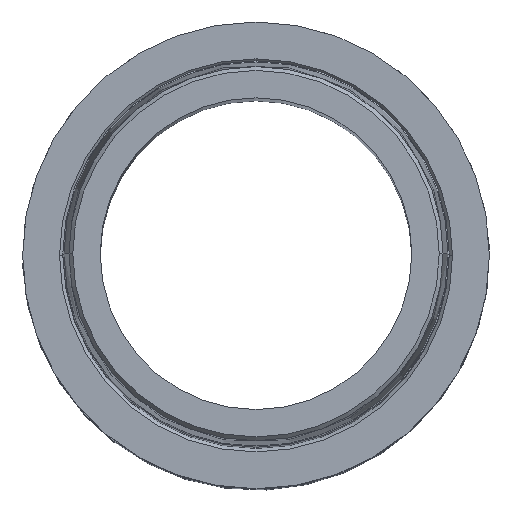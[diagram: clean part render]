
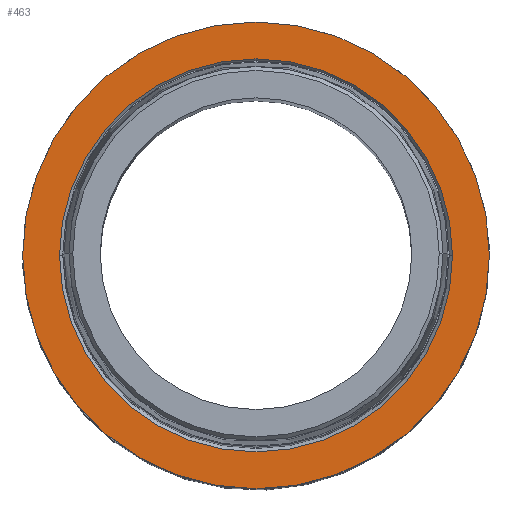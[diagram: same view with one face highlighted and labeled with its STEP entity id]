
A CAD part, top view. The second image highlights one B-rep face of the part: STEP entity #463.
In plain terms, the highlighted planar face has unit normal (0, 0, 1).
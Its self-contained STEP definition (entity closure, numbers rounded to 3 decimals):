
#397 = VERTEX_POINT ( 'NONE', #1103 ) ;
#398 = VERTEX_POINT ( 'NONE', #1102 ) ;
#400 = EDGE_CURVE ( 'NONE', #401, #478, #1101, .T. ) ;
#401 = VERTEX_POINT ( 'NONE', #1125 ) ;
#412 = ORIENTED_EDGE ( 'NONE', *, *, #400, .T. ) ;
#413 = ORIENTED_EDGE ( 'NONE', *, *, #414, .T. ) ;
#414 = EDGE_CURVE ( 'NONE', #478, #401, #1078, .T. ) ;
#415 = EDGE_LOOP ( 'NONE', ( #464, #466 ) ) ;
#419 = EDGE_LOOP ( 'NONE', ( #412, #413 ) ) ;
#463 = ADVANCED_FACE ( 'NONE', ( #1240, #1236 ), #1235, .F. ) ;
#464 = ORIENTED_EDGE ( 'NONE', *, *, #465, .F. ) ;
#465 = EDGE_CURVE ( 'NONE', #398, #397, #1229, .T. ) ;
#466 = ORIENTED_EDGE ( 'NONE', *, *, #509, .F. ) ;
#478 = VERTEX_POINT ( 'NONE', #1208 ) ;
#509 = EDGE_CURVE ( 'NONE', #397, #398, #1267, .T. ) ;
#1075 = DIRECTION ( 'NONE',  ( 1., 0., 0. ) ) ;
#1076 = DIRECTION ( 'NONE',  ( 0., 0., 1. ) ) ;
#1077 = AXIS2_PLACEMENT_3D ( 'NONE', #1086, #1076, #1075 ) ;
#1078 = CIRCLE ( 'NONE', #1077, 16.25 ) ;
#1086 = CARTESIAN_POINT ( 'NONE',  ( 0., 0., 0. ) ) ;
#1101 = CIRCLE ( 'NONE', #1129, 16.25 ) ;
#1102 = CARTESIAN_POINT ( 'NONE',  ( 13.682, 0., 0. ) ) ;
#1103 = CARTESIAN_POINT ( 'NONE',  ( -13.682, 0., 0. ) ) ;
#1125 = CARTESIAN_POINT ( 'NONE',  ( 16.25, 0., 0. ) ) ;
#1126 = DIRECTION ( 'NONE',  ( 1., 0., 0. ) ) ;
#1127 = DIRECTION ( 'NONE',  ( 0., 0., 1. ) ) ;
#1128 = CARTESIAN_POINT ( 'NONE',  ( 0., 0., 0. ) ) ;
#1129 = AXIS2_PLACEMENT_3D ( 'NONE', #1128, #1127, #1126 ) ;
#1208 = CARTESIAN_POINT ( 'NONE',  ( -16.25, 0., 0. ) ) ;
#1225 = DIRECTION ( 'NONE',  ( 1., 0., 0. ) ) ;
#1226 = DIRECTION ( 'NONE',  ( 0., 0., 1. ) ) ;
#1227 = CARTESIAN_POINT ( 'NONE',  ( 0., 0., 0. ) ) ;
#1228 = AXIS2_PLACEMENT_3D ( 'NONE', #1227, #1226, #1225 ) ;
#1229 = CIRCLE ( 'NONE', #1228, 13.682 ) ;
#1231 = DIRECTION ( 'NONE',  ( -1., 0., 0. ) ) ;
#1232 = DIRECTION ( 'NONE',  ( 0., 0., -1. ) ) ;
#1233 = CARTESIAN_POINT ( 'NONE',  ( 0., 16.25, 0. ) ) ;
#1234 = AXIS2_PLACEMENT_3D ( 'NONE', #1233, #1232, #1231 ) ;
#1235 = PLANE ( 'NONE',  #1234 ) ;
#1236 = FACE_BOUND ( 'NONE', #415, .T. ) ;
#1240 = FACE_OUTER_BOUND ( 'NONE', #419, .T. ) ;
#1262 = DIRECTION ( 'NONE',  ( 1., 0., 0. ) ) ;
#1263 = DIRECTION ( 'NONE',  ( 0., 0., 1. ) ) ;
#1264 = CARTESIAN_POINT ( 'NONE',  ( 0., 0., 0. ) ) ;
#1265 = AXIS2_PLACEMENT_3D ( 'NONE', #1264, #1263, #1262 ) ;
#1267 = CIRCLE ( 'NONE', #1265, 13.682 ) ;
